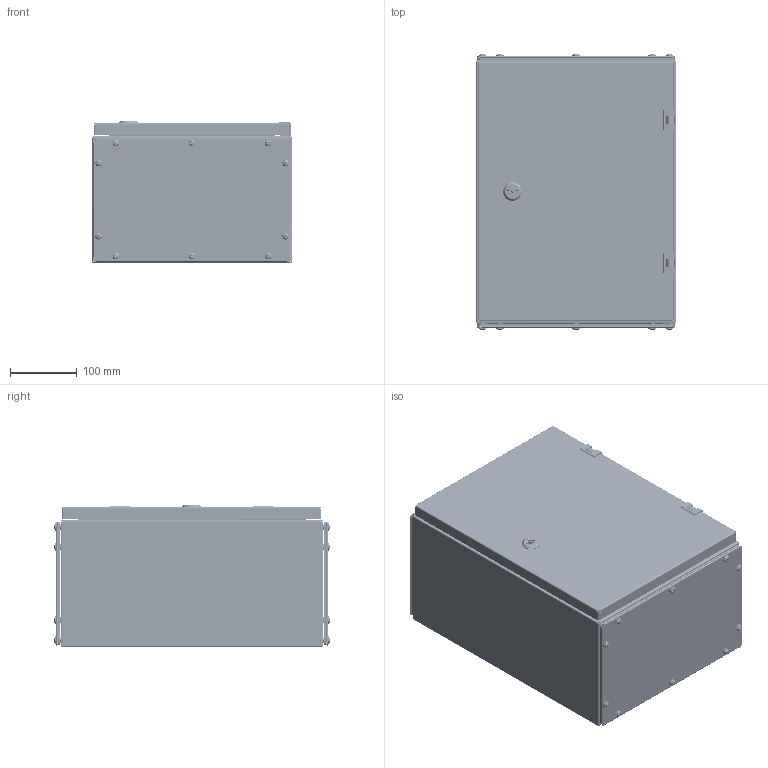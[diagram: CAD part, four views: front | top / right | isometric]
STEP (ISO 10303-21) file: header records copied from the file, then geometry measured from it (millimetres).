
FILE_DESCRIPTION (( 'STEP AP214' ), '1' );
FILE_NAME ('10.030.040.21.STEP', '2024-05-24T10:24:28', ( '' ), ( '' ), 'SwSTEP 2.0', 'SolidWorks 2021', '' );
FILE_SCHEMA (( 'AUTOMOTIVE_DESIGN' ));
Length unit declared in the file: millimetre
Products named in the file (25): Øïèëüêà ïðèâàðíàÿ Ì6õ20; ﾇ瑟鶴 ﾀﾑ ms1000-3M.stp; Êàðêàñ øêàôà W300H400D210; Ðåéêà H400; 8SJ_MS705_0510.stp; Ãàñêåòèíã äâåðè W300H400; Ïåðåìû÷êà êàðêàñà W300; 8SJ_S1B_0001.stp; Øïèëüêà ïðèâàðíàÿ Ì6õ10; Áîëò Ì6õ10 ñ øåñòèãðàííîé ãîëîâêîé ñ ïðåññøàéáîé; 署赅 W300D210; SW6X8.stp; ﾄ粢 ﾑﾁ W300H400; 8SJ_MS705_0760.stp; 10.030.040.21; 8SJ_MS705_0010.stp; Øïèëüêà ïðèâàðíàÿ Ì6õ15; Çàêëåïêà ðåçüáîâàÿ Ì8 øåñòèãðàííàÿ ñ óìåíüøåííûì áîðòîì; Êîðïóñ øêàôà W300H400D210; 8SJ_MS705-1_0040.stp; Çàêëåïêà ðåçüáîâàÿ Ì5 øåñòèãðàííàÿ ñ óìåíüøåííûì áîðòîì; Âèíò DIN 967 Ì5õ16 ñ ïîëóêðóãëîé ãîëîâêîé ñ êðåñòîîáðàçíûì øëèöåì; 嵑謺麃 檐; Äâåðíîå ïîëîòíî W300H400; Ïðîêëàäêà êðûøêè W300D210
Assembly tree (82 placements, depth 4):
  10.030.040.21
    Êàðêàñ øêàôà W300H400D210
      Êîðïóñ øêàôà W300H400D210
      Ïåðåìû÷êà êàðêàñà W300  x2
      Øïèëüêà ïðèâàðíàÿ Ì6õ15  x8
      Øïèëüêà ïðèâàðíàÿ Ì6õ20  x4
    署赅 W300D210  x2
    Ïðîêëàäêà êðûøêè W300D210  x2
    ﾄ粢 ﾑﾁ W300H400
      Äâåðíîå ïîëîòíî W300H400
      Ðåéêà H400  x2
      Ãàñêåòèíã äâåðè W300H400
      Øïèëüêà ïðèâàðíàÿ Ì6õ10  x2
      ﾇ瑟鶴 ﾀﾑ ms1000-3M.stp
        8SJ_MS705_0010.stp
        8SJ_MS705_0510.stp
        8SJ_MS705_0760.stp
        8SJ_S1B_0001.stp
        8SJ_MS705-1_0040.stp
        SW6X8.stp
    嵑謺麃 檐  x2
    Áîëò Ì6õ10 ñ øåñòèãðàííîé ãîëîâêîé ñ ïðåññøàéáîé  x2
    Çàêëåïêà ðåçüáîâàÿ Ì5 øåñòèãðàííàÿ ñ óìåíüøåííûì áîðòîì  x20
    Âèíò DIN 967 Ì5õ16 ñ ïîëóêðóãëîé ãîëîâêîé ñ êðåñòîîáðàçíûì øëèöåì  x20
    Çàêëåïêà ðåçüáîâàÿ Ì8 øåñòèãðàííàÿ ñ óìåíüøåííûì áîðòîì  x4
Bounding box: 300 x 415.17 x 214.65 mm (x, y, z)
Volume: 858240.5 mm3; surface area: 1449592.6 mm2
Topology: 80 solids, 86 shells, 4417 faces, 11091 edges, 6899 vertices
Faces by surface type: plane 1937, cylinder 1579, bspline 418, cone 226, torus 161, sphere 96
Entity records: 80662 total; most frequent: CARTESIAN_POINT 41417, ORIENTED_EDGE 8440, DIRECTION 6979, EDGE_CURVE 4226, VERTEX_POINT 2599, AXIS2_PLACEMENT_3D 2375, VECTOR 2229, LINE 2229
